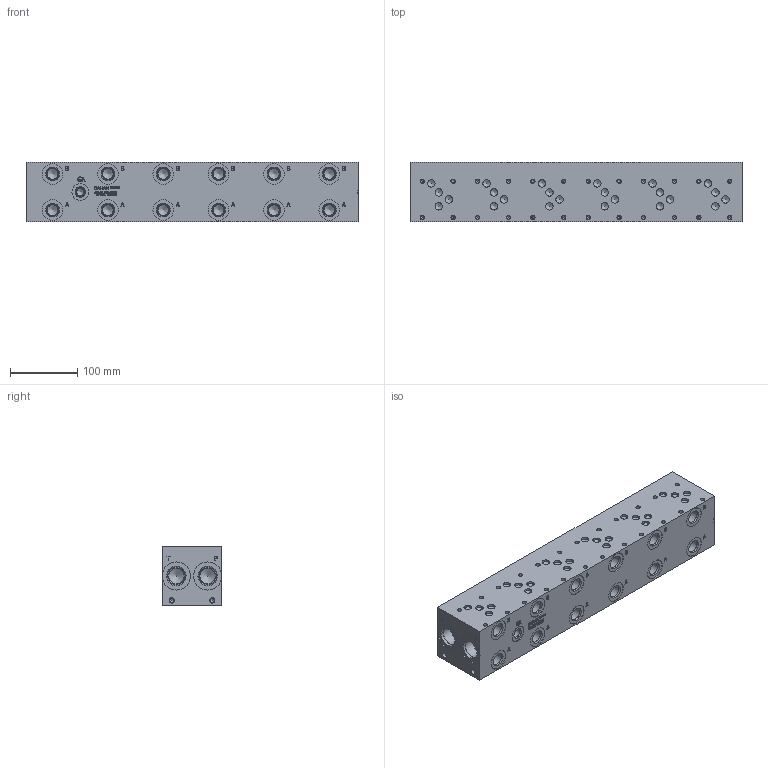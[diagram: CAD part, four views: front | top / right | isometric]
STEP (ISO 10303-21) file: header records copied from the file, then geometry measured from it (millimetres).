
FILE_DESCRIPTION(/* description */ (''),/* implementation_level */ '2;1');
FILE_NAME(/* name */ '_D05P063S.stp',/* time_stamp */ '2020-03-10T12:36:17-04:00',/* author */ ('devonn'),/* organization */ (''),/* preprocessor_version */ 'ST-DEVELOPER v17',/* originating_system */ 'Autodesk Inventor 2019',/* authorisation */ '');
FILE_SCHEMA (('AUTOMOTIVE_DESIGN { 1 0 10303 214 3 1 1 }'));
Length unit declared in the file: millimetre
Products named in the file (1): Part_AD05P063S_3D
Bounding box: 495.3 x 88.9 x 88.9 mm (x, y, z)
Volume: 3727302.5 mm3; surface area: 235402.6 mm2
Topology: 1 solids, 1 shells, 999 faces, 2728 edges, 1858 vertices
Faces by surface type: plane 485, bspline 229, cylinder 165, cone 120
Full cylindrical faces by diameter (mm): 5.105 x24, 6.35 x24, 6.528 x4, 7.925 x4, 10.719 x1, 11.125 x24, 12.9 x1, 14.275 x1, 14.529 x1, 15.875 x12, 17.501 x12, 19.05 x12, 19.253 x12, 23.012 x4, 24.917 x4, 25.019 x1, 26.99 x2, 27 x2, 27.432 x4, 30.632 x12, 42.037 x4
Entity records: 33371 total; most frequent: CARTESIAN_POINT 8494, ORIENTED_EDGE 5318, DIRECTION 4362, EDGE_CURVE 2659, VERTEX_POINT 1858, LINE 1582, VECTOR 1582, AXIS2_PLACEMENT_3D 1390
